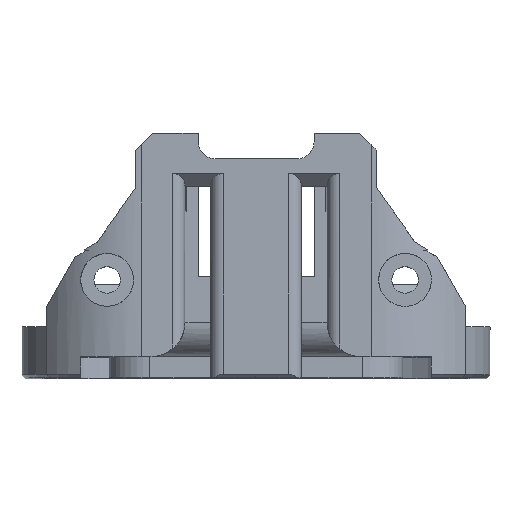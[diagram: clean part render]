
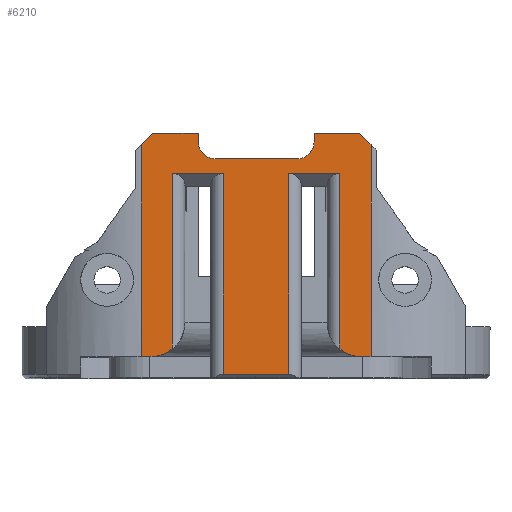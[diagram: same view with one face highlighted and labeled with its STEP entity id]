
A CAD part, top view. The second image highlights one B-rep face of the part: STEP entity #6210.
In plain terms, the highlighted face is planar.
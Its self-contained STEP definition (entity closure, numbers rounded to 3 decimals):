
#146=CIRCLE('',#6589,4.);
#147=CIRCLE('',#6590,2.);
#148=CIRCLE('',#6591,2.);
#149=CIRCLE('',#6592,4.);
#335=FACE_OUTER_BOUND('',#685,.T.);
#685=EDGE_LOOP('',(#4160,#4161,#4162,#4163,#4164,#4165,#4166,#4167,#4168,
#4169,#4170,#4171,#4172,#4173,#4174,#4175,#4176,#4177,#4178,#4179,#4180,
#4181));
#1075=LINE('',#8899,#1823);
#1085=LINE('',#8931,#1833);
#1110=LINE('',#8995,#1858);
#1112=LINE('',#9002,#1860);
#1113=LINE('',#9004,#1861);
#1114=LINE('',#9006,#1862);
#1115=LINE('',#9007,#1863);
#1116=LINE('',#9010,#1864);
#1117=LINE('',#9012,#1865);
#1118=LINE('',#9014,#1866);
#1119=LINE('',#9016,#1867);
#1120=LINE('',#9020,#1868);
#1121=LINE('',#9024,#1869);
#1122=LINE('',#9026,#1870);
#1123=LINE('',#9028,#1871);
#1124=LINE('',#9029,#1872);
#1125=LINE('',#9033,#1873);
#1126=LINE('',#9034,#1874);
#1823=VECTOR('',#7113,10.);
#1833=VECTOR('',#7135,10.);
#1858=VECTOR('',#7178,10.);
#1860=VECTOR('',#7184,10.);
#1861=VECTOR('',#7185,10.);
#1862=VECTOR('',#7186,10.);
#1863=VECTOR('',#7187,10.);
#1864=VECTOR('',#7190,10.);
#1865=VECTOR('',#7191,10.);
#1866=VECTOR('',#7192,10.);
#1867=VECTOR('',#7193,10.);
#1868=VECTOR('',#7196,10.);
#1869=VECTOR('',#7199,10.);
#1870=VECTOR('',#7200,10.);
#1871=VECTOR('',#7201,10.);
#1872=VECTOR('',#7202,10.);
#1873=VECTOR('',#7205,1.5);
#1874=VECTOR('',#7206,10.);
#2572=VERTEX_POINT('',#8896);
#2573=VERTEX_POINT('',#8898);
#2588=VERTEX_POINT('',#8928);
#2589=VERTEX_POINT('',#8930);
#2607=VERTEX_POINT('',#8982);
#2609=VERTEX_POINT('',#8994);
#2611=VERTEX_POINT('',#9000);
#2612=VERTEX_POINT('',#9001);
#2613=VERTEX_POINT('',#9003);
#2614=VERTEX_POINT('',#9005);
#2615=VERTEX_POINT('',#9009);
#2616=VERTEX_POINT('',#9011);
#2617=VERTEX_POINT('',#9013);
#2618=VERTEX_POINT('',#9015);
#2619=VERTEX_POINT('',#9017);
#2620=VERTEX_POINT('',#9019);
#2621=VERTEX_POINT('',#9021);
#2622=VERTEX_POINT('',#9023);
#2623=VERTEX_POINT('',#9025);
#2624=VERTEX_POINT('',#9027);
#2625=VERTEX_POINT('',#9030);
#2626=VERTEX_POINT('',#9032);
#3168=EDGE_CURVE('',#2573,#2572,#1075,.T.);
#3184=EDGE_CURVE('',#2589,#2588,#1085,.T.);
#3211=EDGE_CURVE('',#2607,#2609,#1110,.T.);
#3214=EDGE_CURVE('',#2611,#2612,#1112,.T.);
#3215=EDGE_CURVE('',#2613,#2611,#1113,.T.);
#3216=EDGE_CURVE('',#2614,#2613,#1114,.T.);
#3217=EDGE_CURVE('',#2609,#2614,#1115,.T.);
#3218=EDGE_CURVE('',#2589,#2607,#146,.T.);
#3219=EDGE_CURVE('',#2588,#2615,#1116,.T.);
#3220=EDGE_CURVE('',#2616,#2615,#1117,.T.);
#3221=EDGE_CURVE('',#2617,#2616,#1118,.T.);
#3222=EDGE_CURVE('',#2617,#2618,#1119,.F.);
#3223=EDGE_CURVE('',#2619,#2618,#147,.T.);
#3224=EDGE_CURVE('',#2620,#2619,#1120,.T.);
#3225=EDGE_CURVE('',#2621,#2620,#148,.T.);
#3226=EDGE_CURVE('',#2621,#2622,#1121,.F.);
#3227=EDGE_CURVE('',#2623,#2622,#1122,.T.);
#3228=EDGE_CURVE('',#2624,#2623,#1123,.T.);
#3229=EDGE_CURVE('',#2573,#2624,#1124,.T.);
#3230=EDGE_CURVE('',#2625,#2572,#149,.T.);
#3231=EDGE_CURVE('',#2625,#2626,#1125,.T.);
#3232=EDGE_CURVE('',#2612,#2626,#1126,.T.);
#4160=ORIENTED_EDGE('',*,*,#3214,.F.);
#4161=ORIENTED_EDGE('',*,*,#3215,.F.);
#4162=ORIENTED_EDGE('',*,*,#3216,.F.);
#4163=ORIENTED_EDGE('',*,*,#3217,.F.);
#4164=ORIENTED_EDGE('',*,*,#3211,.F.);
#4165=ORIENTED_EDGE('',*,*,#3218,.F.);
#4166=ORIENTED_EDGE('',*,*,#3184,.T.);
#4167=ORIENTED_EDGE('',*,*,#3219,.T.);
#4168=ORIENTED_EDGE('',*,*,#3220,.F.);
#4169=ORIENTED_EDGE('',*,*,#3221,.F.);
#4170=ORIENTED_EDGE('',*,*,#3222,.T.);
#4171=ORIENTED_EDGE('',*,*,#3223,.F.);
#4172=ORIENTED_EDGE('',*,*,#3224,.F.);
#4173=ORIENTED_EDGE('',*,*,#3225,.F.);
#4174=ORIENTED_EDGE('',*,*,#3226,.T.);
#4175=ORIENTED_EDGE('',*,*,#3227,.F.);
#4176=ORIENTED_EDGE('',*,*,#3228,.F.);
#4177=ORIENTED_EDGE('',*,*,#3229,.F.);
#4178=ORIENTED_EDGE('',*,*,#3168,.T.);
#4179=ORIENTED_EDGE('',*,*,#3230,.F.);
#4180=ORIENTED_EDGE('',*,*,#3231,.T.);
#4181=ORIENTED_EDGE('',*,*,#3232,.F.);
#5941=PLANE('',#6588);
#6210=ADVANCED_FACE('',(#335),#5941,.T.);
#6588=AXIS2_PLACEMENT_3D('',#8999,#7182,#7183);
#6589=AXIS2_PLACEMENT_3D('',#9008,#7188,#7189);
#6590=AXIS2_PLACEMENT_3D('',#9018,#7194,#7195);
#6591=AXIS2_PLACEMENT_3D('',#9022,#7197,#7198);
#6592=AXIS2_PLACEMENT_3D('',#9031,#7203,#7204);
#7113=DIRECTION('',(1.,0.,0.));
#7135=DIRECTION('',(1.,0.,0.));
#7178=DIRECTION('',(0.,0.,1.));
#7182=DIRECTION('center_axis',(0.,-1.,0.));
#7183=DIRECTION('ref_axis',(1.,0.,0.));
#7184=DIRECTION('',(0.,0.,1.));
#7185=DIRECTION('',(-1.,0.,0.));
#7186=DIRECTION('',(0.001,0.,-1.));
#7187=DIRECTION('',(-1.,0.,0.));
#7188=DIRECTION('center_axis',(0.,1.,0.));
#7189=DIRECTION('ref_axis',(-0.707,0.,-0.707));
#7190=DIRECTION('',(0.,0.,1.));
#7191=DIRECTION('',(0.707,0.,-0.707));
#7192=DIRECTION('',(1.,0.,0.));
#7193=DIRECTION('',(0.,0.,1.));
#7194=DIRECTION('center_axis',(0.,-1.,0.));
#7195=DIRECTION('ref_axis',(0.707,0.,-0.707));
#7196=DIRECTION('',(1.,0.,0.));
#7197=DIRECTION('center_axis',(0.,-1.,0.));
#7198=DIRECTION('ref_axis',(-0.707,0.,-0.707));
#7199=DIRECTION('',(0.,0.,-1.));
#7200=DIRECTION('',(1.,0.,0.));
#7201=DIRECTION('',(0.707,0.,0.707));
#7202=DIRECTION('',(0.,0.,1.));
#7203=DIRECTION('center_axis',(0.,1.,0.));
#7204=DIRECTION('ref_axis',(0.707,0.,-0.707));
#7205=DIRECTION('',(0.,0.,1.));
#7206=DIRECTION('',(-1.,0.,0.));
#8896=CARTESIAN_POINT('',(-12.361,-151.704,84.412));
#8898=CARTESIAN_POINT('',(-13.5,-151.704,84.412));
#8899=CARTESIAN_POINT('',(-11.496,-151.704,84.412));
#8928=CARTESIAN_POINT('',(13.5,-151.704,84.412));
#8930=CARTESIAN_POINT('',(12.339,-151.704,84.412));
#8931=CARTESIAN_POINT('',(0.213,-151.704,84.412));
#8982=CARTESIAN_POINT('',(9.839,-151.704,85.29));
#8994=CARTESIAN_POINT('',(9.839,-151.704,105.914));
#8995=CARTESIAN_POINT('',(9.839,-151.704,79.612));
#8999=CARTESIAN_POINT('Origin',(-13.5,-151.704,76.912));
#9000=CARTESIAN_POINT('',(-3.861,-151.704,82.312));
#9001=CARTESIAN_POINT('',(-3.861,-151.704,105.912));
#9002=CARTESIAN_POINT('',(-3.861,-151.704,90.662));
#9003=CARTESIAN_POINT('',(3.839,-151.704,82.312));
#9004=CARTESIAN_POINT('',(-12.041,-151.704,82.312));
#9005=CARTESIAN_POINT('',(3.816,-151.704,105.911));
#9006=CARTESIAN_POINT('',(3.841,-151.704,79.62));
#9007=CARTESIAN_POINT('',(-4.098,-151.704,105.908));
#9008=CARTESIAN_POINT('Origin',(12.339,-151.704,88.412));
#9009=CARTESIAN_POINT('',(13.5,-151.704,109.276));
#9010=CARTESIAN_POINT('',(13.5,-151.704,76.912));
#9011=CARTESIAN_POINT('',(12.139,-151.704,110.636));
#9012=CARTESIAN_POINT('',(14.66,-151.704,108.115));
#9013=CARTESIAN_POINT('',(6.812,-151.704,110.636));
#9014=CARTESIAN_POINT('',(-6.75,-151.704,110.636));
#9015=CARTESIAN_POINT('',(6.812,-151.704,109.63));
#9016=CARTESIAN_POINT('',(6.812,-151.704,90.6));
#9017=CARTESIAN_POINT('',(4.812,-151.704,107.63));
#9018=CARTESIAN_POINT('Origin',(4.812,-151.704,109.63));
#9019=CARTESIAN_POINT('',(-4.812,-151.704,107.63));
#9020=CARTESIAN_POINT('',(-12.041,-151.704,107.63));
#9021=CARTESIAN_POINT('',(-6.812,-151.704,109.63));
#9022=CARTESIAN_POINT('Origin',(-4.812,-151.704,109.63));
#9023=CARTESIAN_POINT('',(-6.812,-151.704,110.636));
#9024=CARTESIAN_POINT('',(-6.812,-151.704,90.6));
#9025=CARTESIAN_POINT('',(-12.14,-151.704,110.636));
#9026=CARTESIAN_POINT('',(-6.75,-151.704,110.636));
#9027=CARTESIAN_POINT('',(-13.5,-151.704,109.276));
#9028=CARTESIAN_POINT('',(-21.411,-151.704,101.365));
#9029=CARTESIAN_POINT('',(-13.5,-151.704,76.912));
#9030=CARTESIAN_POINT('',(-9.861,-151.704,85.29));
#9031=CARTESIAN_POINT('Origin',(-12.361,-151.704,88.412));
#9032=CARTESIAN_POINT('',(-9.861,-151.704,105.912));
#9033=CARTESIAN_POINT('',(-9.861,-151.704,79.612));
#9034=CARTESIAN_POINT('',(-10.931,-151.704,105.912));
